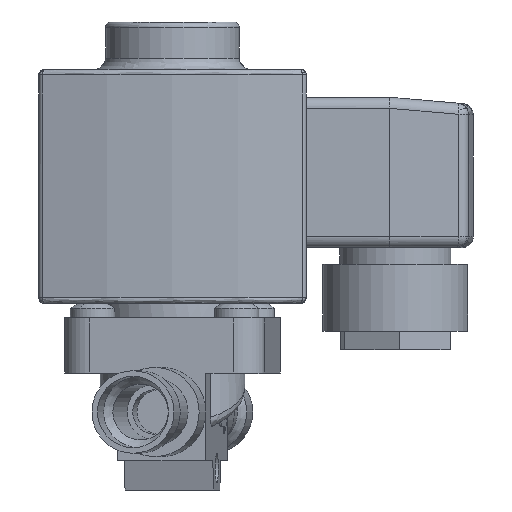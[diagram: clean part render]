
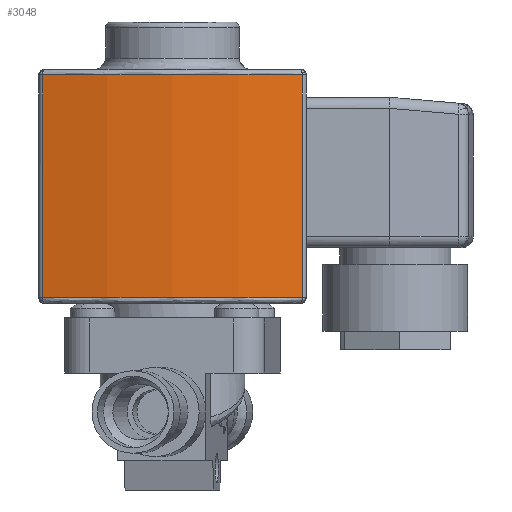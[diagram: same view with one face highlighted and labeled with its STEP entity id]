
A CAD part, front view. The second image highlights one B-rep face of the part: STEP entity #3048.
In plain terms, the highlighted cylindrical face has radius 82 mm (diameter 164 mm), a partial arc.
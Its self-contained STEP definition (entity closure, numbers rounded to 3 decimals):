
#2074=CARTESIAN_POINT('',(-55.22,-62.615,46.593));
#2075=VERTEX_POINT('',#2074);
#2083=CARTESIAN_POINT('',(-55.22,-62.615,86.593));
#2084=VERTEX_POINT('',#2083);
#2085=CARTESIAN_POINT('',(-55.22,-62.615,46.593));
#2086=DIRECTION('',(0.,0.,1.));
#2087=VECTOR('',#2086,40.);
#2088=LINE('',#2085,#2087);
#2089=EDGE_CURVE('NONE',#2075,#2084,#2088,.T.);
#2315=CARTESIAN_POINT('',(-8.652,-62.615,46.593));
#2316=VERTEX_POINT('',#2315);
#2345=CARTESIAN_POINT('',(-31.936,16.009,46.593));
#2346=DIRECTION('',(-0.,-0.,-1.));
#2347=DIRECTION('',(1.,0.,-0.));
#2348=AXIS2_PLACEMENT_3D('',#2345,#2346,#2347);
#2349=CIRCLE('',#2348,82.);
#2350=EDGE_CURVE('NONE',#2316,#2075,#2349,.T.);
#2833=CARTESIAN_POINT('',(-8.652,-62.615,86.593));
#2834=VERTEX_POINT('',#2833);
#2842=CARTESIAN_POINT('',(-8.652,-62.615,86.593));
#2843=DIRECTION('',(-0.,-0.,-1.));
#2844=VECTOR('',#2843,40.);
#2845=LINE('',#2842,#2844);
#2846=EDGE_CURVE('NONE',#2834,#2316,#2845,.T.);
#2950=CARTESIAN_POINT('',(-31.936,16.009,86.593));
#2951=DIRECTION('',(0.,0.,1.));
#2952=DIRECTION('',(1.,0.,-0.));
#2953=AXIS2_PLACEMENT_3D('',#2950,#2951,#2952);
#2954=CIRCLE('',#2953,82.);
#2955=EDGE_CURVE('NONE',#2084,#2834,#2954,.T.);
#3037=CARTESIAN_POINT('',(-31.936,16.009,45.593));
#3038=DIRECTION('',(0.,0.,1.));
#3039=DIRECTION('',(1.,0.,-0.));
#3040=AXIS2_PLACEMENT_3D('',#3037,#3038,#3039);
#3041=CYLINDRICAL_SURFACE('',#3040,82.);
#3042=ORIENTED_EDGE('',*,*,#2846,.F.);
#3043=ORIENTED_EDGE('',*,*,#2955,.F.);
#3044=ORIENTED_EDGE('',*,*,#2089,.F.);
#3045=ORIENTED_EDGE('',*,*,#2350,.F.);
#3046=EDGE_LOOP('',(#3042,#3043,#3044,#3045));
#3047=FACE_BOUND('',#3046,.T.);
#3048=ADVANCED_FACE('NONE',(#3047),#3041,.T.);
